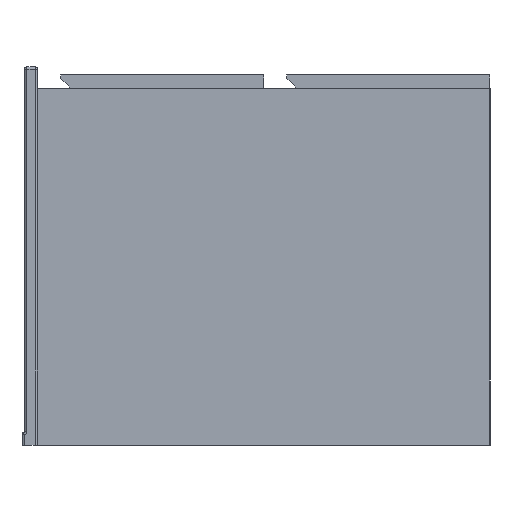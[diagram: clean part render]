
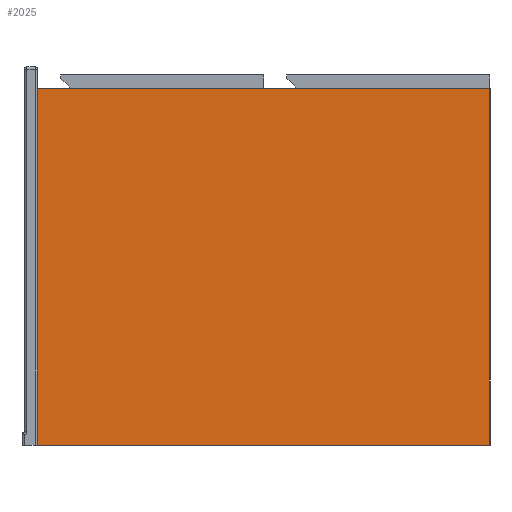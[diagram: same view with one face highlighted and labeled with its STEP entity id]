
A CAD part, left-side view. The second image highlights one B-rep face of the part: STEP entity #2025.
In plain terms, the highlighted planar face has unit normal (-1, 0, 0).
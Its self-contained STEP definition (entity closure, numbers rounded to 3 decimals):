
#33 = VERTEX_POINT ( 'NONE', #723 ) ;
#169 = CARTESIAN_POINT ( 'NONE',  ( -744., -275., 434. ) ) ;
#190 = ORIENTED_EDGE ( 'NONE', *, *, #2333, .T. ) ;
#251 = EDGE_CURVE ( 'NONE', #2529, #33, #3446, .T. ) ;
#280 = DIRECTION ( 'NONE',  ( -1., 0., 0. ) ) ;
#723 = CARTESIAN_POINT ( 'NONE',  ( -744., 275., 0. ) ) ;
#808 = AXIS2_PLACEMENT_3D ( 'NONE', #1117, #280, #4596 ) ;
#850 = FACE_OUTER_BOUND ( 'NONE', #2498, .T. ) ;
#907 = CARTESIAN_POINT ( 'NONE',  ( -744., 275., 434. ) ) ;
#1117 = CARTESIAN_POINT ( 'NONE',  ( -744., 275., 434. ) ) ;
#1233 = CARTESIAN_POINT ( 'NONE',  ( -744., 275., 434. ) ) ;
#1396 = VERTEX_POINT ( 'NONE', #907 ) ;
#1710 = CARTESIAN_POINT ( 'NONE',  ( -744., -275., 0. ) ) ;
#1713 = DIRECTION ( 'NONE',  ( 0., 0., -1. ) ) ;
#2002 = VECTOR ( 'NONE', #1713, 1000. ) ;
#2025 = ADVANCED_FACE ( 'NONE', ( #850 ), #5032, .T. ) ;
#2333 = EDGE_CURVE ( 'NONE', #3042, #1396, #4432, .T. ) ;
#2497 = VECTOR ( 'NONE', #3595, 1000. ) ;
#2498 = EDGE_LOOP ( 'NONE', ( #2883, #3904, #190, #3336 ) ) ;
#2529 = VERTEX_POINT ( 'NONE', #1710 ) ;
#2559 = CARTESIAN_POINT ( 'NONE',  ( -744., 275., 0. ) ) ;
#2712 = VECTOR ( 'NONE', #4464, 1000. ) ;
#2778 = VECTOR ( 'NONE', #3158, 1000. ) ;
#2883 = ORIENTED_EDGE ( 'NONE', *, *, #251, .F. ) ;
#3042 = VERTEX_POINT ( 'NONE', #169 ) ;
#3158 = DIRECTION ( 'NONE',  ( 0., 1., 0. ) ) ;
#3336 = ORIENTED_EDGE ( 'NONE', *, *, #4476, .T. ) ;
#3446 = LINE ( 'NONE', #2559, #2712 ) ;
#3582 = CARTESIAN_POINT ( 'NONE',  ( -744., 275., 434. ) ) ;
#3595 = DIRECTION ( 'NONE',  ( 0., 0., -1. ) ) ;
#3675 = LINE ( 'NONE', #3952, #2497 ) ;
#3904 = ORIENTED_EDGE ( 'NONE', *, *, #4736, .F. ) ;
#3952 = CARTESIAN_POINT ( 'NONE',  ( -744., -275., 434. ) ) ;
#4432 = LINE ( 'NONE', #3582, #2778 ) ;
#4464 = DIRECTION ( 'NONE',  ( 0., 1., 0. ) ) ;
#4476 = EDGE_CURVE ( 'NONE', #1396, #33, #4588, .T. ) ;
#4588 = LINE ( 'NONE', #1233, #2002 ) ;
#4596 = DIRECTION ( 'NONE',  ( 0., 0., 1. ) ) ;
#4736 = EDGE_CURVE ( 'NONE', #3042, #2529, #3675, .T. ) ;
#5032 = PLANE ( 'NONE',  #808 ) ;
